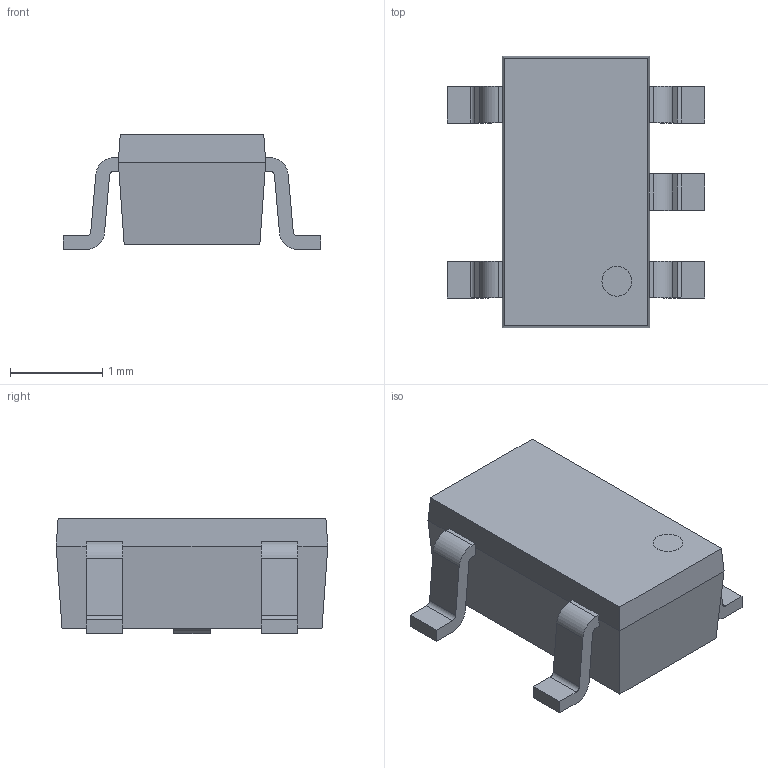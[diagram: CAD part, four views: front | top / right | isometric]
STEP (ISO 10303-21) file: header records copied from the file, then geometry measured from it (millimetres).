
FILE_DESCRIPTION (( 'STEP AP214' ), '1' );
FILE_NAME ('SOT-23-5_L3.0-W1.6-P0.95-LS2.8-BR.STEP', '2022-03-31T14:58:01', ( '' ), ( '' ), 'SwSTEP 2.0', 'SolidWorks 2020', '' );
FILE_SCHEMA (( 'AUTOMOTIVE_DESIGN' ));
Length unit declared in the file: millimetre
Products named in the file (1): SOT-23-5_L3.0-W1.6-P0.95-LS2.8-BR
Bounding box: 2.8 x 2.95 x 1.25 mm (x, y, z)
Volume: 5.8 mm3; surface area: 26.5 mm2
Topology: 1 solids, 1 shells, 137 faces, 377 edges, 250 vertices
Faces by surface type: plane 101, cylinder 22, bspline 14
Entity records: 6544 total; most frequent: CARTESIAN_POINT 1563, ORIENTED_EDGE 754, DIRECTION 641, EDGE_CURVE 377, VECTOR 305, LINE 305, VERTEX_POINT 250, AXIS2_PLACEMENT_3D 168
